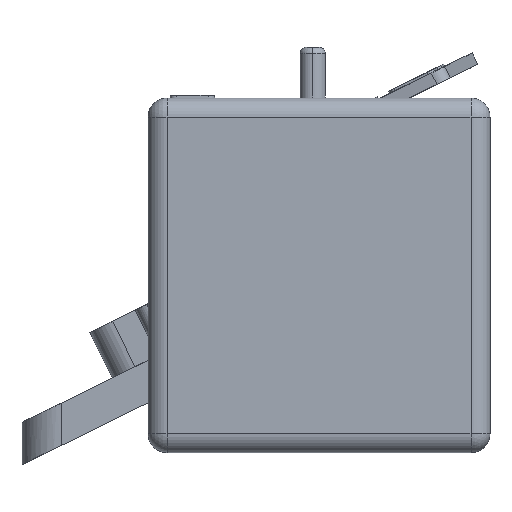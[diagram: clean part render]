
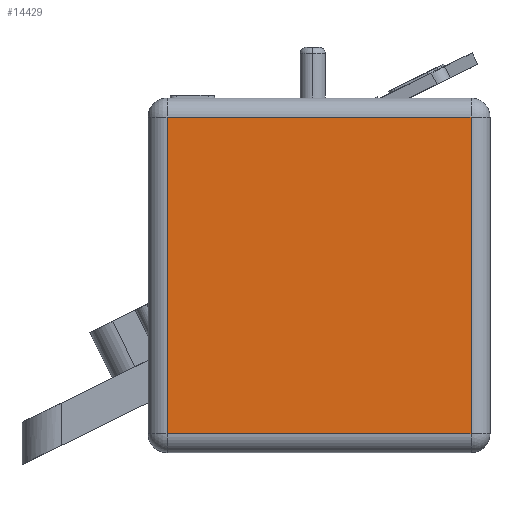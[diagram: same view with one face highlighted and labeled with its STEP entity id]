
A CAD part, left-side view. The second image highlights one B-rep face of the part: STEP entity #14429.
In plain terms, the highlighted planar face has unit normal (-1, 0, 0).
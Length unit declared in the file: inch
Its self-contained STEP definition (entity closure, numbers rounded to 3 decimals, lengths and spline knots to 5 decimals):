
#549 = DIRECTION ( 'NONE',  ( 1., 0., 0. ) ) ;
#1686 = LINE ( 'NONE', #26107, #18628 ) ;
#2292 = DIRECTION ( 'NONE',  ( 0., 1., 0. ) ) ;
#2687 = DIRECTION ( 'NONE',  ( 0., 1., 0. ) ) ;
#4003 = EDGE_CURVE ( 'NONE', #19986, #28588, #4471, .T. ) ;
#4471 = LINE ( 'NONE', #15402, #9620 ) ;
#4547 = VECTOR ( 'NONE', #25224, 39.37008 ) ;
#4613 = EDGE_CURVE ( 'NONE', #21934, #27024, #1686, .T. ) ;
#7955 = CARTESIAN_POINT ( 'NONE',  ( -7.75, 12.75, 14. ) ) ;
#8321 = ORIENTED_EDGE ( 'NONE', *, *, #25972, .T. ) ;
#9620 = VECTOR ( 'NONE', #2292, 39.37008 ) ;
#10389 = LINE ( 'NONE', #22892, #4547 ) ;
#11233 = EDGE_CURVE ( 'NONE', #28588, #21934, #16976, .T. ) ;
#13558 = PLANE ( 'NONE',  #20785 ) ;
#14028 = EDGE_LOOP ( 'NONE', ( #17146, #26559, #17449, #8321 ) ) ;
#14429 = ADVANCED_FACE ( 'NONE', ( #18077 ), #13558, .F. ) ;
#15364 = DIRECTION ( 'NONE',  ( 0., -1., 0. ) ) ;
#15402 = CARTESIAN_POINT ( 'NONE',  ( -7.75, 13.5, 13.25 ) ) ;
#16625 = CARTESIAN_POINT ( 'NONE',  ( -7.75, 0.75, 0.75 ) ) ;
#16976 = LINE ( 'NONE', #7955, #20107 ) ;
#17146 = ORIENTED_EDGE ( 'NONE', *, *, #4003, .T. ) ;
#17449 = ORIENTED_EDGE ( 'NONE', *, *, #4613, .T. ) ;
#18077 = FACE_OUTER_BOUND ( 'NONE', #14028, .T. ) ;
#18628 = VECTOR ( 'NONE', #15364, 39.37008 ) ;
#19986 = VERTEX_POINT ( 'NONE', #23945 ) ;
#20107 = VECTOR ( 'NONE', #27781, 39.37008 ) ;
#20785 = AXIS2_PLACEMENT_3D ( 'NONE', #27005, #549, #2687 ) ;
#21898 = CARTESIAN_POINT ( 'NONE',  ( -7.75, 12.75, 13.25 ) ) ;
#21934 = VERTEX_POINT ( 'NONE', #25201 ) ;
#22892 = CARTESIAN_POINT ( 'NONE',  ( -7.75, 0.75, 14. ) ) ;
#23945 = CARTESIAN_POINT ( 'NONE',  ( -7.75, 0.75, 13.25 ) ) ;
#25201 = CARTESIAN_POINT ( 'NONE',  ( -7.75, 12.75, 0.75 ) ) ;
#25224 = DIRECTION ( 'NONE',  ( 0., 0., 1. ) ) ;
#25972 = EDGE_CURVE ( 'NONE', #27024, #19986, #10389, .T. ) ;
#26107 = CARTESIAN_POINT ( 'NONE',  ( -7.75, 13.5, 0.75 ) ) ;
#26559 = ORIENTED_EDGE ( 'NONE', *, *, #11233, .T. ) ;
#27005 = CARTESIAN_POINT ( 'NONE',  ( -7.75, 13.5, 14. ) ) ;
#27024 = VERTEX_POINT ( 'NONE', #16625 ) ;
#27781 = DIRECTION ( 'NONE',  ( 0., 0., -1. ) ) ;
#28588 = VERTEX_POINT ( 'NONE', #21898 ) ;
